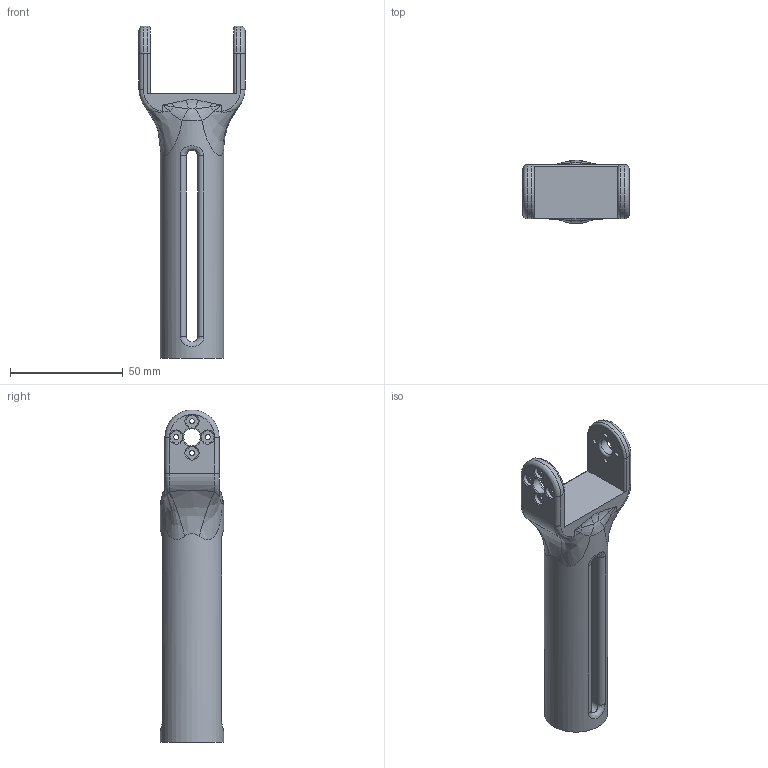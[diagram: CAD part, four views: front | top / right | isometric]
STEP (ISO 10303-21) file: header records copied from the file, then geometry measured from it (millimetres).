
FILE_DESCRIPTION(/* description */ ('','CAx-IF Rec.Pracs.---Representation and Presentation of Product Manufacturing Information (PMI)---4.0---2014-10-13'),/* implementation_level */ '2;1');
FILE_NAME(/* name */ 'Swift_leg_third_segment.step',/* time_stamp */ '2025-01-22T18:39:06-05:00',/* author */ (''),/* organization */ (''),/* preprocessor_version */ 'ST-DEVELOPER v20',/* originating_system */ 'Autodesk Translation Framework v13.20.0.188',/* authorisation */ '');
FILE_SCHEMA (('AP242_MANAGED_MODEL_BASED_3D_ENGINEERING_MIM_LF { 1 0 10303 442 1 1 4 }'));
Length unit declared in the file: millimetre
Products named in the file (1): Swift
Bounding box: 47 x 28 x 147 mm (x, y, z)
Volume: 69957.5 mm3; surface area: 19933 mm2
Topology: 1 solids, 1 shells, 122 faces, 310 edges, 184 vertices
Faces by surface type: cylinder 46, bspline 30, plane 26, torus 20
Full cylindrical faces by diameter (mm): 2.2 x8, 4 x4, 5.5 x8, 7.5 x2, 28 x1
Entity records: 5124 total; most frequent: CARTESIAN_POINT 2262, ORIENTED_EDGE 604, DIRECTION 576, EDGE_CURVE 302, AXIS2_PLACEMENT_3D 255, VERTEX_POINT 184, CIRCLE 160, EDGE_LOOP 146
